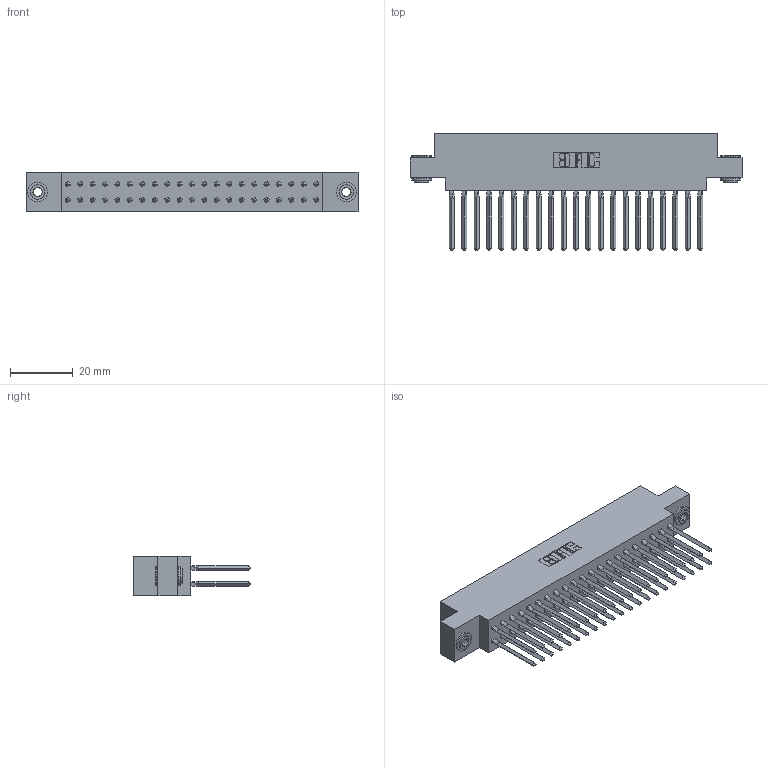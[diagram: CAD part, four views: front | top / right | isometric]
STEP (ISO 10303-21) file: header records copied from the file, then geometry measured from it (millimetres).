
FILE_DESCRIPTION (( 'STEP AP203' ), '1' );
FILE_NAME ('317-042-540-803.STEP', '2020-02-28T01:20:21', ( '' ), ( '' ), 'SwSTEP 2.0', 'SolidWorks 2016', '' );
FILE_SCHEMA (( 'CONFIG_CONTROL_DESIGN' ));
Length unit declared in the file: inch
Products named in the file (4): 317 Part_.156 Dia - TH; 317-290-001_540; 317-042-540-803; 345-250-002_345-250-002-102
Assembly tree (45 placements, depth 2):
  317-042-540-803
    317 Part_.156 Dia - TH
    317-290-001_540  x42
    345-250-002_345-250-002-102  x2
Bounding box: 105.92 x 37.34 x 12.7 mm (x, y, z)
Volume: 17085.7 mm3; surface area: 24893.4 mm2
Topology: 45 solids, 45 shells, 3878 faces, 10725 edges, 6908 vertices
Faces by surface type: plane 3134, cylinder 568, bspline 168, cone 8
Entity records: 33935 total; most frequent: CARTESIAN_POINT 6302, ORIENTED_EDGE 5794, DIRECTION 4877, EDGE_CURVE 2897, VECTOR 2617, LINE 2617, VERTEX_POINT 1923, AXIS2_PLACEMENT_3D 1130
